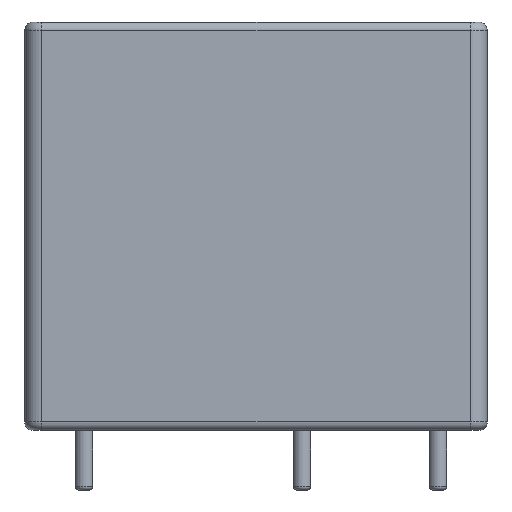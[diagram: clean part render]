
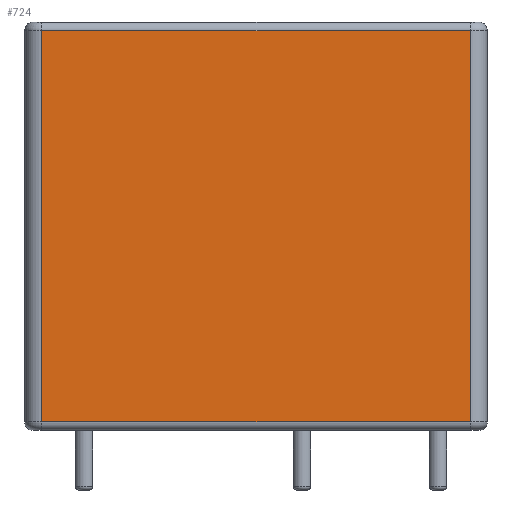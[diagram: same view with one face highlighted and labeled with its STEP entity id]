
A CAD part, left-side view. The second image highlights one B-rep face of the part: STEP entity #724.
In plain terms, the highlighted planar face has unit normal (-1, 0, 0).
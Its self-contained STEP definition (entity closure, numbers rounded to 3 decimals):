
#520 = EDGE_CURVE('',#521,#523,#525,.T.);
#521 = VERTEX_POINT('',#522);
#522 = CARTESIAN_POINT('',(-2.85,2.5,0.6));
#523 = VERTEX_POINT('',#524);
#524 = CARTESIAN_POINT('',(-2.85,2.5,23.6));
#525 = LINE('',#526,#527);
#526 = CARTESIAN_POINT('',(-2.85,2.5,0.1));
#527 = VECTOR('',#528,1.);
#528 = DIRECTION('',(0.,0.,1.));
#572 = VERTEX_POINT('',#573);
#573 = CARTESIAN_POINT('',(-2.85,-22.7,0.6));
#580 = EDGE_CURVE('',#572,#521,#581,.T.);
#581 = LINE('',#582,#583);
#582 = CARTESIAN_POINT('',(-2.85,-22.7,0.6));
#583 = VECTOR('',#584,1.);
#584 = DIRECTION('',(0.,1.,0.));
#651 = VERTEX_POINT('',#652);
#652 = CARTESIAN_POINT('',(-2.85,-22.7,23.6));
#661 = EDGE_CURVE('',#651,#523,#662,.T.);
#662 = LINE('',#663,#664);
#663 = CARTESIAN_POINT('',(-2.85,-22.7,23.6));
#664 = VECTOR('',#665,1.);
#665 = DIRECTION('',(0.,1.,0.));
#713 = EDGE_CURVE('',#572,#651,#714,.T.);
#714 = LINE('',#715,#716);
#715 = CARTESIAN_POINT('',(-2.85,-22.7,0.1));
#716 = VECTOR('',#717,1.);
#717 = DIRECTION('',(0.,0.,1.));
#724 = ADVANCED_FACE('',(#725),#731,.T.);
#725 = FACE_BOUND('',#726,.T.);
#726 = EDGE_LOOP('',(#727,#728,#729,#730));
#727 = ORIENTED_EDGE('',*,*,#520,.F.);
#728 = ORIENTED_EDGE('',*,*,#580,.F.);
#729 = ORIENTED_EDGE('',*,*,#713,.T.);
#730 = ORIENTED_EDGE('',*,*,#661,.T.);
#731 = PLANE('',#732);
#732 = AXIS2_PLACEMENT_3D('',#733,#734,#735);
#733 = CARTESIAN_POINT('',(-2.85,-23.7,0.1));
#734 = DIRECTION('',(-1.,0.,0.));
#735 = DIRECTION('',(0.,1.,0.));
